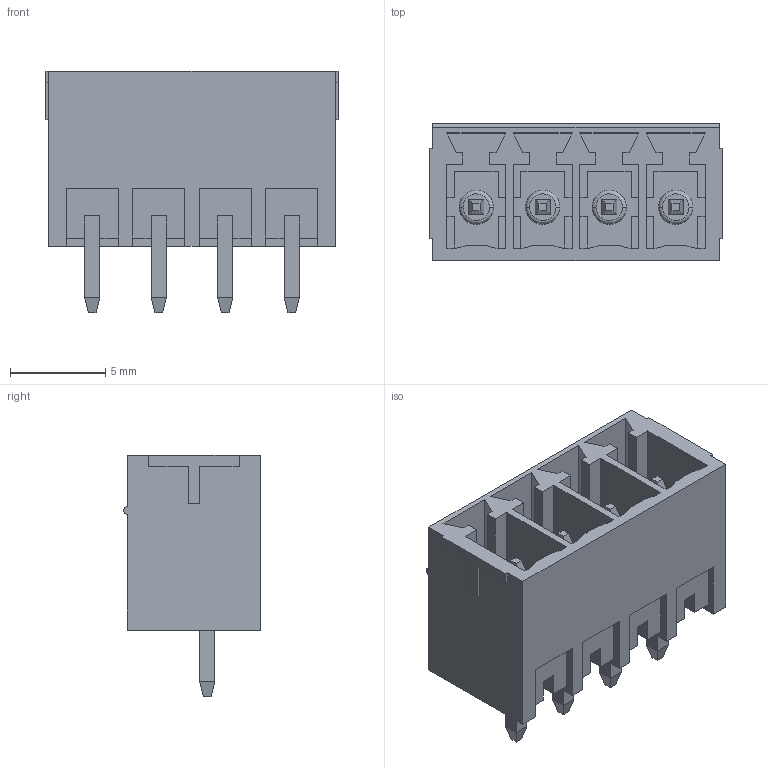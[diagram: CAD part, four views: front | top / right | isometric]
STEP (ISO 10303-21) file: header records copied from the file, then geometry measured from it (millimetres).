
FILE_DESCRIPTION (( 'STEP AP214' ), '1' );
FILE_NAME ('691321100004.STEP', '2023-02-24T20:02:07', ( '' ), ( '' ), 'SwSTEP 2.0', 'SolidWorks 2022', '' );
FILE_SCHEMA (( 'AUTOMOTIVE_DESIGN' ));
Length unit declared in the file: inch
Products named in the file (3): 6913211000xx_PIN; 691321100004
Assembly tree (5 placements, depth 2):
  691321100004
    6913211000xx_PIN  x4
    691321100004
Bounding box: 15.4 x 7.2 x 12.7 mm (x, y, z)
Volume: 467.2 mm3; surface area: 1566.1 mm2
Topology: 5 solids, 5 shells, 252 faces, 666 edges, 428 vertices
Faces by surface type: plane 231, cylinder 13, bspline 8
Entity records: 6820 total; most frequent: CARTESIAN_POINT 1324, ORIENTED_EDGE 1164, DIRECTION 1028, EDGE_CURVE 582, VECTOR 540, LINE 540, VERTEX_POINT 380, AXIS2_PLACEMENT_3D 244
